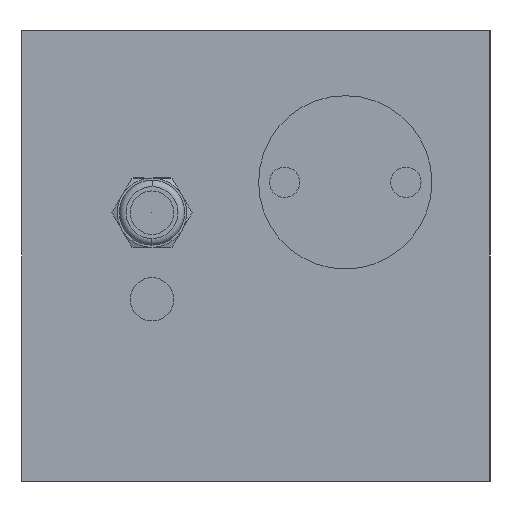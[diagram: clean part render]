
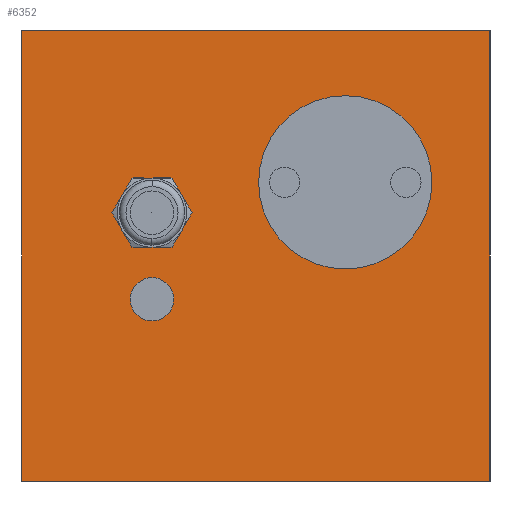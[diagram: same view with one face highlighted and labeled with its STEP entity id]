
A CAD part, left-side view. The second image highlights one B-rep face of the part: STEP entity #6352.
In plain terms, the highlighted planar face has unit normal (-1, 0, 0).
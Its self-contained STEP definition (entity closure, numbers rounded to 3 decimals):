
#731=DIRECTION('',(0.,0.,1.));
#732=VECTOR('',#731,52.);
#733=CARTESIAN_POINT('',(0.,54.,-52.));
#734=LINE('',#733,#732);
#775=DIRECTION('',(0.,-1.,0.));
#776=VECTOR('',#775,54.);
#777=CARTESIAN_POINT('',(0.,54.,-52.));
#778=LINE('',#777,#776);
#779=DIRECTION('',(0.,1.,0.));
#780=VECTOR('',#779,54.);
#781=CARTESIAN_POINT('',(0.,0.,0.));
#782=LINE('',#781,#780);
#783=DIRECTION('',(0.,0.,1.));
#784=VECTOR('',#783,52.);
#785=CARTESIAN_POINT('',(0.,0.,-52.));
#786=LINE('',#785,#784);
#787=CARTESIAN_POINT('',(0.,16.7,-17.5));
#788=DIRECTION('',(1.,0.,0.));
#789=DIRECTION('',(0.,0.,-1.));
#790=AXIS2_PLACEMENT_3D('',#787,#788,#789);
#792=CARTESIAN_POINT('',(0.,16.7,-17.5));
#793=DIRECTION('',(1.,0.,0.));
#794=DIRECTION('',(0.,0.,1.));
#795=AXIS2_PLACEMENT_3D('',#792,#793,#794);
#797=CARTESIAN_POINT('',(0.,39.,-31.));
#798=DIRECTION('',(1.,0.,0.));
#799=DIRECTION('',(0.,0.,-1.));
#800=AXIS2_PLACEMENT_3D('',#797,#798,#799);
#802=CARTESIAN_POINT('',(0.,39.,-31.));
#803=DIRECTION('',(1.,0.,0.));
#804=DIRECTION('',(0.,0.,1.));
#805=AXIS2_PLACEMENT_3D('',#802,#803,#804);
#807=CARTESIAN_POINT('',(0.,39.,-21.));
#808=DIRECTION('',(-1.,0.,0.));
#809=DIRECTION('',(0.,-0.866,0.5));
#810=AXIS2_PLACEMENT_3D('',#807,#808,#809);
#812=CARTESIAN_POINT('',(0.,39.,-21.));
#813=DIRECTION('',(-1.,0.,0.));
#814=DIRECTION('',(0.,0.,1.));
#815=AXIS2_PLACEMENT_3D('',#812,#813,#814);
#817=CARTESIAN_POINT('',(0.,39.,-21.));
#818=DIRECTION('',(-1.,0.,0.));
#819=DIRECTION('',(0.,0.866,0.5));
#820=AXIS2_PLACEMENT_3D('',#817,#818,#819);
#822=CARTESIAN_POINT('',(0.,39.,-21.));
#823=DIRECTION('',(-1.,0.,0.));
#824=DIRECTION('',(0.,0.866,-0.5));
#825=AXIS2_PLACEMENT_3D('',#822,#823,#824);
#827=CARTESIAN_POINT('',(0.,39.,-21.));
#828=DIRECTION('',(-1.,0.,0.));
#829=DIRECTION('',(0.,0.,-1.));
#830=AXIS2_PLACEMENT_3D('',#827,#828,#829);
#832=CARTESIAN_POINT('',(0.,39.,-21.));
#833=DIRECTION('',(-1.,0.,0.));
#834=DIRECTION('',(0.,-0.866,-0.5));
#835=AXIS2_PLACEMENT_3D('',#832,#833,#834);
#4379=CARTESIAN_POINT('',(0.,0.,-52.));
#4380=VERTEX_POINT('',#4379);
#4381=CARTESIAN_POINT('',(0.,54.,-52.));
#4382=VERTEX_POINT('',#4381);
#4419=CARTESIAN_POINT('',(0.,0.,0.));
#4420=VERTEX_POINT('',#4419);
#4421=CARTESIAN_POINT('',(0.,54.,0.));
#4422=VERTEX_POINT('',#4421);
#4963=CARTESIAN_POINT('',(0.,16.7,-27.5));
#4964=CARTESIAN_POINT('',(0.,16.7,-7.5));
#4965=VERTEX_POINT('',#4963);
#4966=VERTEX_POINT('',#4964);
#4967=CARTESIAN_POINT('',(0.,39.,-33.5));
#4968=CARTESIAN_POINT('',(0.,39.,-28.5));
#4969=VERTEX_POINT('',#4967);
#4970=VERTEX_POINT('',#4968);
#5569=CARTESIAN_POINT('',(0.,35.536,-19.));
#5570=CARTESIAN_POINT('',(0.,39.,-17.));
#5571=VERTEX_POINT('',#5569);
#5572=VERTEX_POINT('',#5570);
#5573=CARTESIAN_POINT('',(0.,42.464,-23.));
#5574=CARTESIAN_POINT('',(0.,39.,-25.));
#5575=VERTEX_POINT('',#5573);
#5576=VERTEX_POINT('',#5574);
#5577=CARTESIAN_POINT('',(0.,35.536,-23.));
#5578=VERTEX_POINT('',#5577);
#5579=CARTESIAN_POINT('',(0.,42.464,-19.));
#5580=VERTEX_POINT('',#5579);
#6314=CARTESIAN_POINT('',(0.,27.,-26.));
#6315=DIRECTION('',(1.,0.,0.));
#6316=DIRECTION('',(0.,-1.,0.));
#6317=AXIS2_PLACEMENT_3D('',#6314,#6315,#6316);
#6318=PLANE('',#6317);
#6319=ORIENTED_EDGE('',*,*,#6152,.F.);
#6320=ORIENTED_EDGE('',*,*,#6285,.T.);
#6321=ORIENTED_EDGE('',*,*,#5616,.F.);
#6323=ORIENTED_EDGE('',*,*,#6322,.F.);
#6324=EDGE_LOOP('',(#6319,#6320,#6321,#6323));
#6325=FACE_OUTER_BOUND('',#6324,.F.);
#6327=ORIENTED_EDGE('',*,*,#6326,.F.);
#6329=ORIENTED_EDGE('',*,*,#6328,.F.);
#6330=EDGE_LOOP('',(#6327,#6329));
#6331=FACE_BOUND('',#6330,.F.);
#6333=ORIENTED_EDGE('',*,*,#6332,.F.);
#6335=ORIENTED_EDGE('',*,*,#6334,.F.);
#6336=EDGE_LOOP('',(#6333,#6335));
#6337=FACE_BOUND('',#6336,.F.);
#6339=ORIENTED_EDGE('',*,*,#6338,.T.);
#6341=ORIENTED_EDGE('',*,*,#6340,.T.);
#6343=ORIENTED_EDGE('',*,*,#6342,.T.);
#6345=ORIENTED_EDGE('',*,*,#6344,.T.);
#6347=ORIENTED_EDGE('',*,*,#6346,.T.);
#6349=ORIENTED_EDGE('',*,*,#6348,.T.);
#6350=EDGE_LOOP('',(#6339,#6341,#6343,#6345,#6347,#6349));
#6351=FACE_BOUND('',#6350,.F.);
#6352=ADVANCED_FACE('',(#6325,#6331,#6337,#6351),#6318,.F.);
#791=CIRCLE('',#790,10.);
#796=CIRCLE('',#795,10.);
#801=CIRCLE('',#800,2.5);
#806=CIRCLE('',#805,2.5);
#811=CIRCLE('',#810,4.);
#816=CIRCLE('',#815,4.);
#821=CIRCLE('',#820,4.);
#826=CIRCLE('',#825,4.);
#831=CIRCLE('',#830,4.);
#836=CIRCLE('',#835,4.);
#5616=EDGE_CURVE('',#4420,#4422,#782,.T.);
#6152=EDGE_CURVE('',#4382,#4380,#778,.T.);
#6285=EDGE_CURVE('',#4382,#4422,#734,.T.);
#6322=EDGE_CURVE('',#4380,#4420,#786,.T.);
#6326=EDGE_CURVE('',#4965,#4966,#791,.T.);
#6328=EDGE_CURVE('',#4966,#4965,#796,.T.);
#6332=EDGE_CURVE('',#4969,#4970,#801,.T.);
#6334=EDGE_CURVE('',#4970,#4969,#806,.T.);
#6338=EDGE_CURVE('',#5571,#5572,#811,.T.);
#6340=EDGE_CURVE('',#5572,#5580,#816,.T.);
#6342=EDGE_CURVE('',#5580,#5575,#821,.T.);
#6344=EDGE_CURVE('',#5575,#5576,#826,.T.);
#6346=EDGE_CURVE('',#5576,#5578,#831,.T.);
#6348=EDGE_CURVE('',#5578,#5571,#836,.T.);
